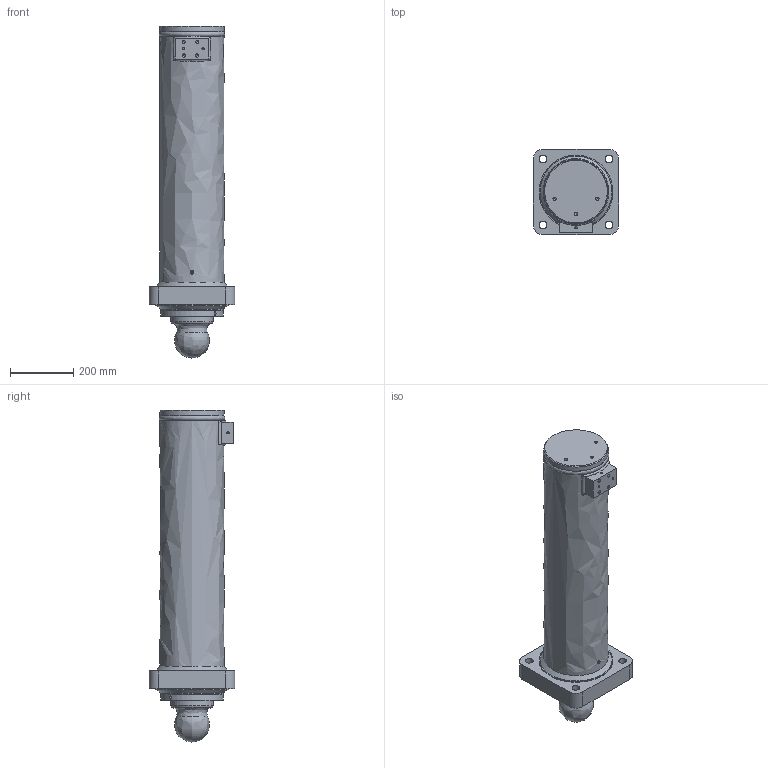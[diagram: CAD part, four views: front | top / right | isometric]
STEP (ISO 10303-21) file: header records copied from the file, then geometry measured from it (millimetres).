
FILE_DESCRIPTION(('FreeCAD Model'),'2;1');
FILE_NAME('Open CASCADE Shape Model','2025-04-17T13:16:39',('FreeCAD'),( 'FreeCAD'),'Open CASCADE STEP processor 7.6','FreeCAD','Unknown');
FILE_SCHEMA(('AUTOMOTIVE_DESIGN { 1 0 10303 214 1 1 1 1 }'));
Length unit declared in the file: millimetre
Products named in the file (1): Open CASCADE STEP translator 7.6 1
Bounding box: 271.42 x 271.42 x 1053.6 mm (x, y, z)
Volume: 27470315.7 mm3; surface area: 2243907.9 mm2
Topology: 11 solids, 11 shells, 197 faces, 418 edges, 267 vertices
Faces by surface type: bspline 197
Entity records: 7994 total; most frequent: CARTESIAN_POINT 5473, ORIENTED_EDGE 806, EDGE_CURVE 403, FACE_BOUND 276, EDGE_LOOP 276, VERTEX_POINT 267, ADVANCED_FACE 197, B_SPLINE_CURVE_WITH_KNOTS 194
